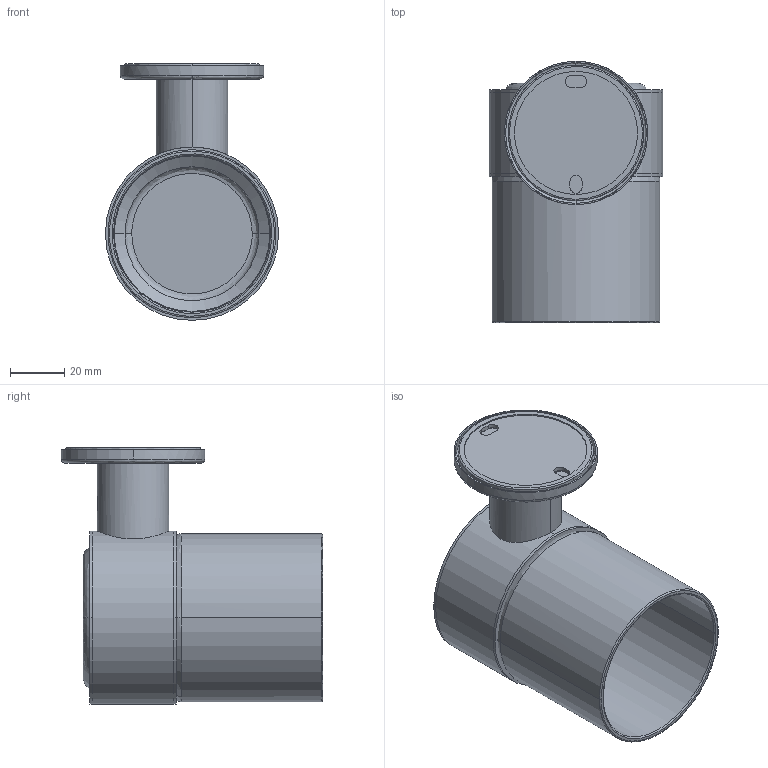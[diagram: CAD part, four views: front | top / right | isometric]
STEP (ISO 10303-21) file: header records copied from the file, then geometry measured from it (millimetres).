
FILE_DESCRIPTION (( 'STEP AP203' ), '1' );
FILE_NAME ('ASM03.stp', '2021-05-14T05:32:51', ( '' ), ( '' ), 'SwSTEP 2.0', 'SolidWorks 2021', '' );
FILE_SCHEMA (( 'CONFIG_CONTROL_DESIGN' ));
Length unit declared in the file: millimetre
Products named in the file (11): PQ330602_2; PQ3306_ASM; PBTDB03; Q3P_ASM; PQ35020; PSKB01; PQ35000; PQ330602; PLSDJ0507; ASM03; PQ330601
Assembly tree (10 placements, depth 3):
  ASM03
    PQ3306_ASM
      PQ330601
      PQ330602
      PQ330602_2
    PBTDB03
    PSKB01
    Q3P_ASM
      PQ35020
      PQ35000
      PLSDJ0507
Bounding box: 64 x 96.5 x 94.83 mm (x, y, z)
Volume: 70552.5 mm3; surface area: 80583.9 mm2
Topology: 7 solids, 8 shells, 346 faces, 873 edges, 515 vertices
Faces by surface type: cylinder 152, bspline 118, plane 61, cone 15
Entity records: 19035 total; most frequent: CARTESIAN_POINT 10514, ORIENTED_EDGE 1666, DIRECTION 1393, EDGE_CURVE 835, AXIS2_PLACEMENT_3D 567, VERTEX_POINT 515, EDGE_LOOP 372, ADVANCED_FACE 346
